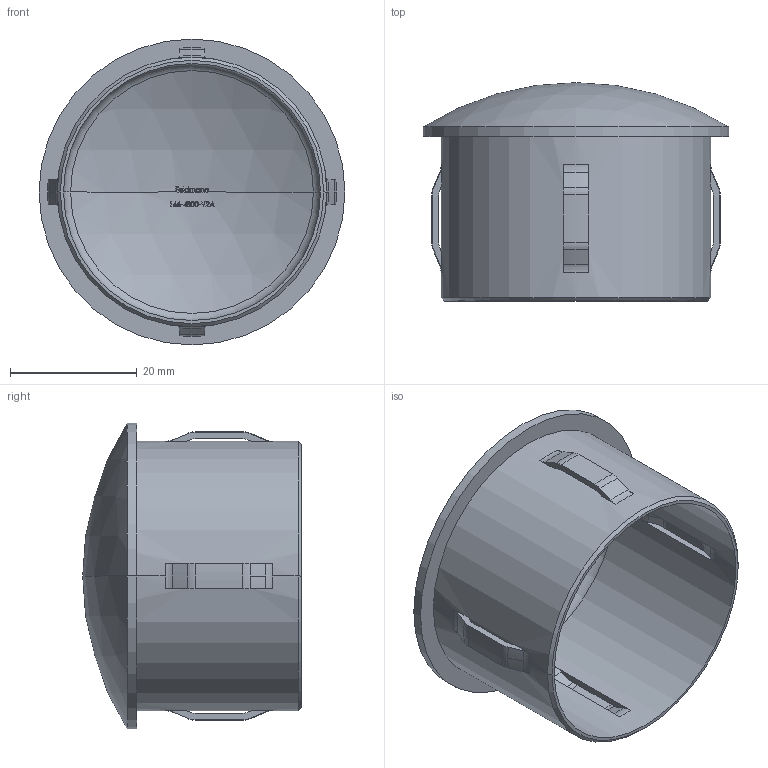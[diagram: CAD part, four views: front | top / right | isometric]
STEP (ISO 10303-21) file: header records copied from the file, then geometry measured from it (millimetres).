
FILE_DESCRIPTION (( 'STEP AP203' ), '1' );
FILE_NAME ('166-4800-V2A.STEP', '2018-12-06T10:55:14', ( '' ), ( '' ), 'SwSTEP 2.0', 'SolidWorks 2015', '' );
FILE_SCHEMA (( 'CONFIG_CONTROL_DESIGN' ));
Length unit declared in the file: millimetre
Products named in the file (1): 166-4800-V2A
Bounding box: 48.3 x 34.5 x 48.3 mm (x, y, z)
Volume: 6954.7 mm3; surface area: 11466.9 mm2
Topology: 1 solids, 1 shells, 360 faces, 995 edges, 650 vertices
Faces by surface type: plane 129, bspline 107, sphere 44, torus 42, cone 22, cylinder 16
Entity records: 16327 total; most frequent: CARTESIAN_POINT 7669, ORIENTED_EDGE 1990, DIRECTION 1538, EDGE_CURVE 995, VERTEX_POINT 650, AXIS2_PLACEMENT_3D 627, EDGE_LOOP 389, CIRCLE 373
